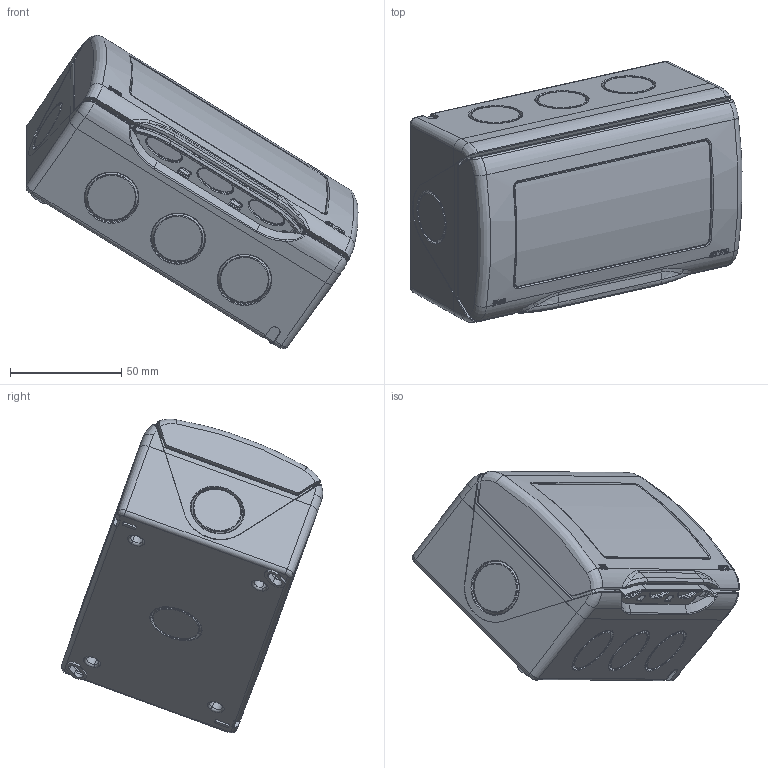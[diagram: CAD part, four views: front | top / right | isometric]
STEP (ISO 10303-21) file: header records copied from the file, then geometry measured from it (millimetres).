
FILE_DESCRIPTION(('CATIA V5 STEP Exchange'),'2;1');
FILE_NAME('45ST04@.stp','2023-09-25T10:08:02+00:00',('none'),('none'),'CATIA Version 5-6 Release 2016 SP6','CATIA V5 STEP AP203','none');
FILE_SCHEMA(('CONFIG_CONTROL_DESIGN'));
Length unit declared in the file: millimetre
Products named in the file (1): 45ST04@
Assembly tree (5 placements, depth 2):
  45ST04@
    #57
    #101
    #27273
    #112008
    #123468
Bounding box: 148.95 x 117.25 x 140.67 mm (x, y, z)
Volume: 142792.1 mm3; surface area: 174679.1 mm2
Topology: 4 solids, 4 shells, 4549 faces, 12157 edges, 7571 vertices
Faces by surface type: plane 2179, cylinder 1265, bspline 479, cone 292, torus 195, extrusion 95, sphere 36, revolution 8
Entity records: 157269 total; most frequent: CARTESIAN_POINT 59462, ORIENTED_EDGE 23904, DIRECTION 13818, EDGE_CURVE 11952, VERTEX_POINT 7567, VECTOR 6771, LINE 6676, EDGE_LOOP 4741
